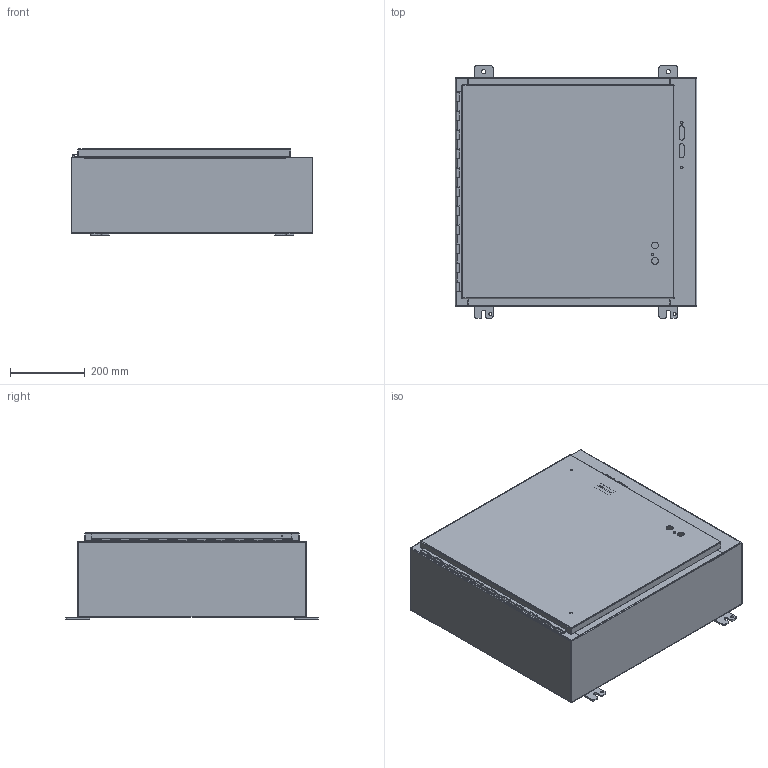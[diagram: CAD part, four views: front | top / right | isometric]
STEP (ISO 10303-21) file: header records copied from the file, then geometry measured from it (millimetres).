
FILE_DESCRIPTION((''),'2;1');
FILE_NAME('SDN12242508.stp','2012-08-30T08:39:40',('dnichola'),(''),'Autodesk Inventor 2012','Autodesk Inventor 2012','');
FILE_SCHEMA(('AUTOMOTIVE_DESIGN { 1 0 10303 214 1 1 1 1 }'));
Length unit declared in the file: inch
Products named in the file (14): SDN12242508; SDN12242508BKP; 388116; 34840; 328105; 328105T; 328105L; 328105P-1; SDN122425LID; 388115; 3881; HFW3092; 38811; 349129
Assembly tree (21 placements, depth 3):
  SDN12242508
    SDN12242508BKP
    388116  x4
    34840  x4
    328105
      328105T
      328105L
      328105P-1
    SDN122425LID
    388115
    3881
    HFW3092
    38811  x2
    349129  x2
Bounding box: 644.65 x 673.1 x 230 mm (x, y, z)
Volume: 2738270.5 mm3; surface area: 2911047.8 mm2
Topology: 20 solids, 20 shells, 685 faces, 1751 edges, 1143 vertices
Faces by surface type: plane 396, cylinder 234, cone 27, bspline 20, torus 8
Full cylindrical faces by diameter (mm): 2.921 x2, 3.048 x25, 3.962 x2, 4.826 x2, 6.35 x4, 7.137 x2, 7.95 x4, 8.382 x10, 8.56 x1, 11.125 x4, 15.875 x5, 17.856 x2
Entity records: 19100 total; most frequent: CARTESIAN_POINT 3949, DIRECTION 2974, ORIENTED_EDGE 2898, EDGE_CURVE 1449, VECTOR 994, LINE 994, AXIS2_PLACEMENT_3D 990, VERTEX_POINT 983
